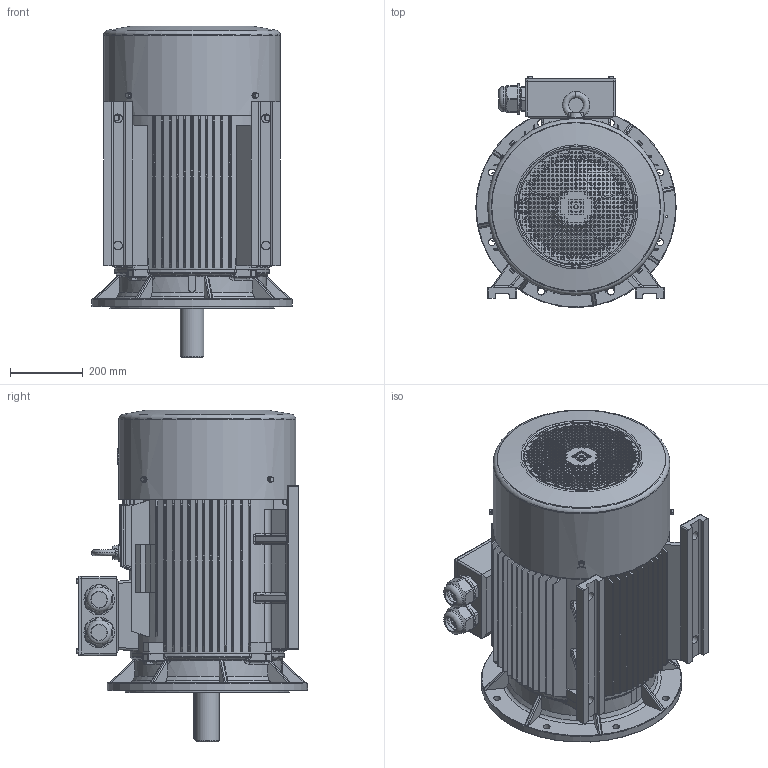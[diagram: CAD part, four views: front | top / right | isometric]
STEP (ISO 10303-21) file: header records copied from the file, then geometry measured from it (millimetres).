
FILE_DESCRIPTION(/* description */ (''),/* implementation_level */ '2;1');
FILE_NAME(/* name */ 'JM1-250M-4.6.8-B35.stp',/* time_stamp */ '2018-12-30T19:01:44+08:00',/* author */ (''),/* organization */ (''),/* preprocessor_version */ 'ST-DEVELOPER v16.7',/* originating_system */ 'SIEMENS PLM Software NX 12.0',/* authorisation */ '');
FILE_SCHEMA (('AP203_CONFIGURATION_CONTROLLED_3D_DESIGN_OF_MECHANICAL_PARTS_AND_ASSEMBLIES_MIM_LF { 1 0 10303 403 2 1 2}'));
Length unit declared in the file: millimetre
Products named in the file (1): JM1-250M-4.6.8-B35
Bounding box: 550 x 633.8 x 910.08 mm (x, y, z)
Volume: 31489957.3 mm3; surface area: 6404332.8 mm2
Topology: 61 solids, 61 shells, 5484 faces, 15019 edges, 9822 vertices
Faces by surface type: plane 3688, cylinder 915, cone 377, torus 257, bspline 243, sphere 4
Full cylindrical faces by diameter (mm): 2 x2, 7.188 x4, 8 x8, 8.4 x4, 9.026 x8, 10 x10, 10.863 x8, 11.2 x8, 12 x8, 12.6 x8, 16 x4, 20 x1, 24 x4, 43.312 x2, 51.188 x4, 61.031 x12, 63 x4, 64 x1, 64.969 x12, 65 x1, 67.922 x2, 69 x1, 70 x4, 83.672 x2, 90 x4, 481 x1, 485 x1, 550 x1
Entity records: 191851 total; most frequent: CARTESIAN_POINT 53977, ORIENTED_EDGE 29198, DIRECTION 25866, EDGE_CURVE 14599, LINE 10272, VECTOR 10272, VERTEX_POINT 9675, AXIS2_PLACEMENT_3D 7797
